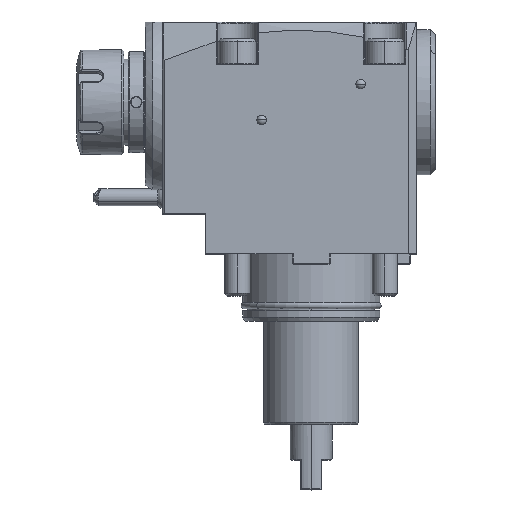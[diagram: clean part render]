
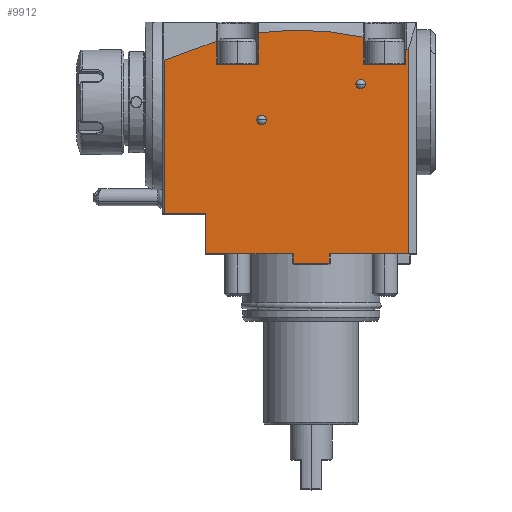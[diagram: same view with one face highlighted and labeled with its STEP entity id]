
A CAD part, top view. The second image highlights one B-rep face of the part: STEP entity #9912.
In plain terms, the highlighted planar face has unit normal (0, 0, 1).
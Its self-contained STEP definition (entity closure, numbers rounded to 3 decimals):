
#42=DIRECTION('',(-1.,0.,0.));
#43=VECTOR('',#42,20.);
#44=CARTESIAN_POINT('',(45.7,90.,47.));
#45=LINE('',#44,#43);
#69=DIRECTION('',(0.,-1.,0.));
#70=VECTOR('',#69,4.5);
#71=CARTESIAN_POINT('',(79.2,0.,47.));
#72=LINE('',#71,#70);
#73=DIRECTION('',(-1.,0.,0.));
#74=VECTOR('',#73,17.);
#75=CARTESIAN_POINT('',(79.2,-4.5,47.));
#76=LINE('',#75,#74);
#77=DIRECTION('',(0.,1.,0.));
#78=VECTOR('',#77,4.5);
#79=CARTESIAN_POINT('',(62.2,-4.5,47.));
#80=LINE('',#79,#78);
#81=DIRECTION('',(0.,1.,0.));
#82=VECTOR('',#81,19.);
#83=CARTESIAN_POINT('',(20.7,0.,47.));
#84=LINE('',#83,#82);
#85=DIRECTION('',(1.,0.,0.));
#86=VECTOR('',#85,19.7);
#87=CARTESIAN_POINT('',(1.,19.,47.));
#88=LINE('',#87,#86);
#89=CARTESIAN_POINT('',(25.665,100.792,47.));
#90=CARTESIAN_POINT('',(21.436,99.631,47.));
#91=CARTESIAN_POINT('',(13.103,96.964,47.));
#92=CARTESIAN_POINT('',(4.999,93.659,47.));
#93=CARTESIAN_POINT('',(1.,91.859,47.));
#95=DIRECTION('',(-0.268,0.963,0.));
#96=VECTOR('',#95,0.132);
#97=CARTESIAN_POINT('',(25.7,100.664,47.));
#98=LINE('',#97,#96);
#99=DIRECTION('',(0.,1.,0.));
#100=VECTOR('',#99,10.664);
#101=CARTESIAN_POINT('',(25.7,90.,47.));
#102=LINE('',#101,#100);
#103=DIRECTION('',(0.001,-1.,0.));
#104=VECTOR('',#103,14.874);
#105=CARTESIAN_POINT('',(45.691,104.874,47.));
#106=LINE('',#105,#104);
#107=CARTESIAN_POINT('',(45.7,104.875,47.));
#108=CARTESIAN_POINT('',(46.676,105.005,47.));
#109=CARTESIAN_POINT('',(48.631,105.245,47.));
#110=CARTESIAN_POINT('',(51.573,105.546,47.));
#111=CARTESIAN_POINT('',(54.51,105.785,47.));
#112=CARTESIAN_POINT('',(57.448,105.964,47.));
#113=CARTESIAN_POINT('',(60.384,106.083,47.));
#114=CARTESIAN_POINT('',(63.319,106.14,47.));
#115=CARTESIAN_POINT('',(66.254,106.137,47.));
#116=CARTESIAN_POINT('',(69.189,106.074,47.));
#117=CARTESIAN_POINT('',(72.125,105.95,47.));
#118=CARTESIAN_POINT('',(75.063,105.765,47.));
#119=CARTESIAN_POINT('',(78.001,105.52,47.));
#120=CARTESIAN_POINT('',(80.943,105.214,47.));
#121=CARTESIAN_POINT('',(83.886,104.846,47.));
#122=CARTESIAN_POINT('',(86.834,104.417,47.));
#123=CARTESIAN_POINT('',(89.785,103.926,47.));
#124=CARTESIAN_POINT('',(92.74,103.373,47.));
#125=CARTESIAN_POINT('',(94.713,102.962,47.));
#126=CARTESIAN_POINT('',(95.7,102.747,47.));
#128=DIRECTION('',(0.,1.,0.));
#129=VECTOR('',#128,12.747);
#130=CARTESIAN_POINT('',(95.7,90.,47.));
#131=LINE('',#130,#129);
#132=DIRECTION('',(0.,-1.,0.));
#133=VECTOR('',#132,6.782);
#134=CARTESIAN_POINT('',(115.7,96.782,47.));
#135=LINE('',#134,#133);
#136=DIRECTION('',(-0.273,-0.962,0.));
#137=VECTOR('',#136,0.17);
#138=CARTESIAN_POINT('',(115.746,96.945,47.));
#139=LINE('',#138,#137);
#140=CARTESIAN_POINT('',(115.746,96.945,47.));
#141=CARTESIAN_POINT('',(116.065,96.83,47.));
#142=CARTESIAN_POINT('',(116.382,96.715,47.));
#143=CARTESIAN_POINT('',(116.7,96.598,47.));
#145=DIRECTION('',(0.,-1.,0.));
#146=VECTOR('',#145,96.598);
#147=CARTESIAN_POINT('',(116.7,96.598,47.));
#148=LINE('',#147,#146);
#149=CARTESIAN_POINT('',(47.2,63.5,47.));
#150=DIRECTION('',(0.,0.,-1.));
#151=DIRECTION('',(-1.,0.,0.));
#152=AXIS2_PLACEMENT_3D('',#149,#150,#151);
#154=CARTESIAN_POINT('',(47.2,63.5,47.));
#155=DIRECTION('',(0.,0.,-1.));
#156=DIRECTION('',(1.,0.,0.));
#157=AXIS2_PLACEMENT_3D('',#154,#155,#156);
#159=CARTESIAN_POINT('',(94.2,80.5,47.));
#160=DIRECTION('',(0.,0.,-1.));
#161=DIRECTION('',(-1.,0.,0.));
#162=AXIS2_PLACEMENT_3D('',#159,#160,#161);
#164=CARTESIAN_POINT('',(94.2,80.5,47.));
#165=DIRECTION('',(0.,0.,-1.));
#166=DIRECTION('',(1.,0.,0.));
#167=AXIS2_PLACEMENT_3D('',#164,#165,#166);
#177=DIRECTION('',(-1.,0.,0.));
#178=VECTOR('',#177,41.5);
#179=CARTESIAN_POINT('',(62.2,0.,47.));
#180=LINE('',#179,#178);
#181=DIRECTION('',(-1.,0.,0.));
#182=VECTOR('',#181,37.5);
#183=CARTESIAN_POINT('',(116.7,0.,47.));
#184=LINE('',#183,#182);
#483=CARTESIAN_POINT('',(116.7,96.598,47.));
#936=CARTESIAN_POINT('',(1.,91.859,47.));
#941=DIRECTION('',(0.,-1.,0.));
#942=VECTOR('',#941,72.859);
#943=CARTESIAN_POINT('',(1.,91.859,47.));
#944=LINE('',#943,#942);
#2410=DIRECTION('',(-1.,0.,0.));
#2411=VECTOR('',#2410,20.);
#2412=CARTESIAN_POINT('',(115.7,90.,47.));
#2413=LINE('',#2412,#2411);
#8657=VERTEX_POINT('',#936);
#8671=VERTEX_POINT('',#483);
#8688=CARTESIAN_POINT('',(25.7,100.664,47.));
#8689=CARTESIAN_POINT('',(25.665,100.792,47.));
#8690=VERTEX_POINT('',#8688);
#8691=VERTEX_POINT('',#8689);
#8698=CARTESIAN_POINT('',(115.746,96.945,47.));
#8699=VERTEX_POINT('',#8698);
#8702=CARTESIAN_POINT('',(45.691,104.874,47.));
#8703=CARTESIAN_POINT('',(45.7,90.,47.));
#8704=VERTEX_POINT('',#8702);
#8705=VERTEX_POINT('',#8703);
#8730=VERTEX_POINT('',#126);
#8733=CARTESIAN_POINT('',(115.7,90.,47.));
#8735=VERTEX_POINT('',#8733);
#8744=CARTESIAN_POINT('',(95.7,90.,47.));
#8746=VERTEX_POINT('',#8744);
#8749=CARTESIAN_POINT('',(115.7,96.782,47.));
#8750=VERTEX_POINT('',#8749);
#8753=CARTESIAN_POINT('',(25.7,90.,47.));
#8754=VERTEX_POINT('',#8753);
#9006=CARTESIAN_POINT('',(79.2,-4.5,47.));
#9007=CARTESIAN_POINT('',(62.2,-4.5,47.));
#9008=VERTEX_POINT('',#9006);
#9009=VERTEX_POINT('',#9007);
#9543=CARTESIAN_POINT('',(44.95,63.5,47.));
#9544=CARTESIAN_POINT('',(49.45,63.5,47.));
#9545=VERTEX_POINT('',#9543);
#9546=VERTEX_POINT('',#9544);
#9549=CARTESIAN_POINT('',(91.95,80.5,47.));
#9550=CARTESIAN_POINT('',(96.45,80.5,47.));
#9551=VERTEX_POINT('',#9549);
#9552=VERTEX_POINT('',#9550);
#9572=CARTESIAN_POINT('',(116.7,0.,47.));
#9573=VERTEX_POINT('',#9572);
#9583=CARTESIAN_POINT('',(20.7,0.,47.));
#9585=VERTEX_POINT('',#9583);
#9586=CARTESIAN_POINT('',(20.7,19.,47.));
#9587=VERTEX_POINT('',#9586);
#9588=CARTESIAN_POINT('',(1.,19.,47.));
#9589=VERTEX_POINT('',#9588);
#9680=CARTESIAN_POINT('',(62.2,0.,47.));
#9681=VERTEX_POINT('',#9680);
#9682=CARTESIAN_POINT('',(79.2,0.,47.));
#9683=VERTEX_POINT('',#9682);
#9854=CARTESIAN_POINT('',(0.,110.,47.));
#9855=DIRECTION('',(0.,0.,1.));
#9856=DIRECTION('',(0.,-1.,0.));
#9857=AXIS2_PLACEMENT_3D('',#9854,#9855,#9856);
#9858=PLANE('',#9857);
#9860=ORIENTED_EDGE('',*,*,#9859,.T.);
#9862=ORIENTED_EDGE('',*,*,#9861,.T.);
#9864=ORIENTED_EDGE('',*,*,#9863,.T.);
#9866=ORIENTED_EDGE('',*,*,#9865,.T.);
#9868=ORIENTED_EDGE('',*,*,#9867,.T.);
#9870=ORIENTED_EDGE('',*,*,#9869,.T.);
#9872=ORIENTED_EDGE('',*,*,#9871,.F.);
#9874=ORIENTED_EDGE('',*,*,#9873,.F.);
#9876=ORIENTED_EDGE('',*,*,#9875,.F.);
#9878=ORIENTED_EDGE('',*,*,#9877,.F.);
#9880=ORIENTED_EDGE('',*,*,#9879,.F.);
#9881=ORIENTED_EDGE('',*,*,#9834,.F.);
#9883=ORIENTED_EDGE('',*,*,#9882,.F.);
#9885=ORIENTED_EDGE('',*,*,#9884,.T.);
#9887=ORIENTED_EDGE('',*,*,#9886,.F.);
#9889=ORIENTED_EDGE('',*,*,#9888,.F.);
#9891=ORIENTED_EDGE('',*,*,#9890,.F.);
#9893=ORIENTED_EDGE('',*,*,#9892,.F.);
#9895=ORIENTED_EDGE('',*,*,#9894,.T.);
#9897=ORIENTED_EDGE('',*,*,#9896,.T.);
#9898=EDGE_LOOP('',(#9860,#9862,#9864,#9866,#9868,#9870,#9872,#9874,#9876,#9878,
#9880,#9881,#9883,#9885,#9887,#9889,#9891,#9893,#9895,#9897));
#9899=FACE_OUTER_BOUND('',#9898,.F.);
#9901=ORIENTED_EDGE('',*,*,#9900,.F.);
#9903=ORIENTED_EDGE('',*,*,#9902,.F.);
#9904=EDGE_LOOP('',(#9901,#9903));
#9905=FACE_BOUND('',#9904,.F.);
#9907=ORIENTED_EDGE('',*,*,#9906,.F.);
#9909=ORIENTED_EDGE('',*,*,#9908,.F.);
#9910=EDGE_LOOP('',(#9907,#9909));
#9911=FACE_BOUND('',#9910,.F.);
#94=B_SPLINE_CURVE_WITH_KNOTS('',3,(#89,#90,#91,#92,#93),.UNSPECIFIED.,.F.,.F.,(
4,1,4),(0.,0.5,1.),.UNSPECIFIED.);
#127=B_SPLINE_CURVE_WITH_KNOTS('',3,(#107,#108,#109,#110,#111,#112,#113,#114,
#115,#116,#117,#118,#119,#120,#121,#122,#123,#124,#125,#126),.UNSPECIFIED.,.F.,
.F.,(4,1,1,1,1,1,1,1,1,1,1,1,1,1,1,1,1,4),(0.,0.059,
0.118,0.176,0.235,0.294,
0.353,0.412,0.471,0.529,
0.588,0.647,0.706,0.765,
0.824,0.882,0.941,1.),.UNSPECIFIED.);
#144=B_SPLINE_CURVE_WITH_KNOTS('',3,(#140,#141,#142,#143),.UNSPECIFIED.,.F.,.F.,
(4,4),(0.,1.),.UNSPECIFIED.);
#153=CIRCLE('',#152,2.25);
#158=CIRCLE('',#157,2.25);
#163=CIRCLE('',#162,2.25);
#168=CIRCLE('',#167,2.25);
#9834=EDGE_CURVE('',#8705,#8754,#45,.T.);
#9859=EDGE_CURVE('',#9573,#9683,#184,.T.);
#9861=EDGE_CURVE('',#9683,#9008,#72,.T.);
#9863=EDGE_CURVE('',#9008,#9009,#76,.T.);
#9865=EDGE_CURVE('',#9009,#9681,#80,.T.);
#9867=EDGE_CURVE('',#9681,#9585,#180,.T.);
#9869=EDGE_CURVE('',#9585,#9587,#84,.T.);
#9871=EDGE_CURVE('',#9589,#9587,#88,.T.);
#9873=EDGE_CURVE('',#8657,#9589,#944,.T.);
#9875=EDGE_CURVE('',#8691,#8657,#94,.T.);
#9877=EDGE_CURVE('',#8690,#8691,#98,.T.);
#9879=EDGE_CURVE('',#8754,#8690,#102,.T.);
#9882=EDGE_CURVE('',#8704,#8705,#106,.T.);
#9884=EDGE_CURVE('',#8704,#8730,#127,.T.);
#9886=EDGE_CURVE('',#8746,#8730,#131,.T.);
#9888=EDGE_CURVE('',#8735,#8746,#2413,.T.);
#9890=EDGE_CURVE('',#8750,#8735,#135,.T.);
#9892=EDGE_CURVE('',#8699,#8750,#139,.T.);
#9894=EDGE_CURVE('',#8699,#8671,#144,.T.);
#9896=EDGE_CURVE('',#8671,#9573,#148,.T.);
#9900=EDGE_CURVE('',#9545,#9546,#153,.T.);
#9902=EDGE_CURVE('',#9546,#9545,#158,.T.);
#9906=EDGE_CURVE('',#9551,#9552,#163,.T.);
#9908=EDGE_CURVE('',#9552,#9551,#168,.T.);
#9912=ADVANCED_FACE('',(#9899,#9905,#9911),#9858,.T.);
